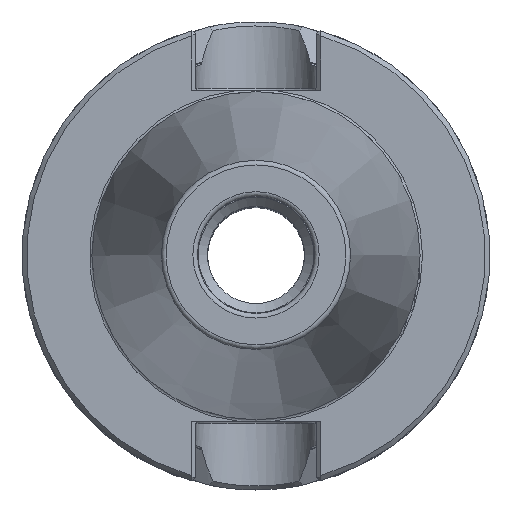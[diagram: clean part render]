
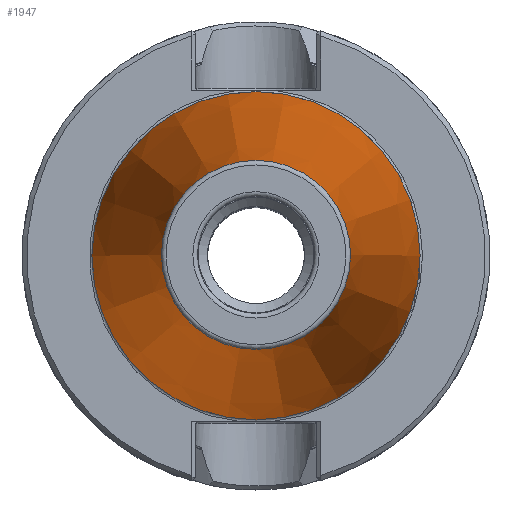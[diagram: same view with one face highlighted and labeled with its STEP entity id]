
A CAD part, top view. The second image highlights one B-rep face of the part: STEP entity #1947.
In plain terms, the highlighted conical face has half-angle 8.297 degrees and reference radius 20.204 mm.
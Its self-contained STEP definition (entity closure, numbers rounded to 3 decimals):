
#286=ORIENTED_EDGE('',*,*,#627,.T.);
#287=ORIENTED_EDGE('',*,*,#626,.F.);
#626=EDGE_CURVE('',#804,#804,#934,.T.);
#627=EDGE_CURVE('',#805,#805,#935,.T.);
#804=VERTEX_POINT('',#2666);
#805=VERTEX_POINT('',#2669);
#934=CIRCLE('',#2067,20.204);
#935=CIRCLE('',#2069,35.065);
#1026=EDGE_LOOP('',(#286));
#1027=EDGE_LOOP('',(#287));
#1168=FACE_BOUND('',#1026,.T.);
#1169=FACE_BOUND('',#1027,.T.);
#1280=CONICAL_SURFACE('',#2068,20.204,0.145);
#1947=ADVANCED_FACE('',(#1168,#1169),#1280,.T.);
#2067=AXIS2_PLACEMENT_3D('',#2665,#2280,#2281);
#2068=AXIS2_PLACEMENT_3D('',#2667,#2282,#2283);
#2069=AXIS2_PLACEMENT_3D('',#2668,#2284,#2285);
#2280=DIRECTION('',(0.,0.,1.));
#2281=DIRECTION('',(1.,0.,0.));
#2282=DIRECTION('',(0.,0.,-1.));
#2283=DIRECTION('',(-1.,0.,0.));
#2284=DIRECTION('',(0.,0.,1.));
#2285=DIRECTION('',(1.,0.,0.));
#2665=CARTESIAN_POINT('',(0.,0.,100.944));
#2666=CARTESIAN_POINT('',(20.204,0.,100.944));
#2667=CARTESIAN_POINT('',(0.,0.,100.944));
#2668=CARTESIAN_POINT('',(0.,0.,-0.963));
#2669=CARTESIAN_POINT('',(35.065,0.,-0.963));
